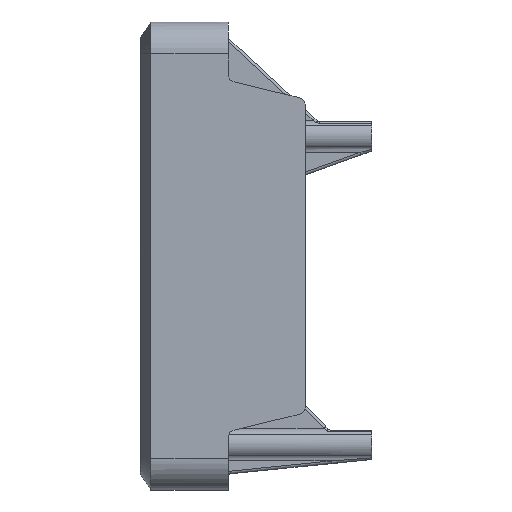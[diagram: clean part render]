
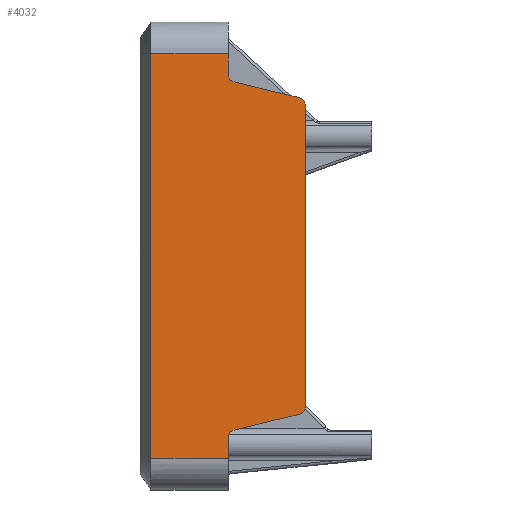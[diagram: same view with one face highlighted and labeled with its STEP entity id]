
A CAD part, left-side view. The second image highlights one B-rep face of the part: STEP entity #4032.
In plain terms, the highlighted planar face has unit normal (-1, 0, 0).
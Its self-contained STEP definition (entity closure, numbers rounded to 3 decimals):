
#67 = VECTOR ( 'NONE', #4876, 1000. ) ;
#179 = EDGE_CURVE ( 'NONE', #5323, #2698, #7379, .T. ) ;
#181 = CARTESIAN_POINT ( 'NONE',  ( -55.5, 0., 34.181 ) ) ;
#291 = ORIENTED_EDGE ( 'NONE', *, *, #13847, .T. ) ;
#503 = CARTESIAN_POINT ( 'NONE',  ( -55.5, 0., -33. ) ) ;
#647 = DIRECTION ( 'NONE',  ( 0., 0., 1. ) ) ;
#1016 = ORIENTED_EDGE ( 'NONE', *, *, #10364, .T. ) ;
#1081 = VECTOR ( 'NONE', #4205, 1000. ) ;
#1100 = DIRECTION ( 'NONE',  ( 0., 0., -1. ) ) ;
#1108 = EDGE_CURVE ( 'NONE', #13902, #11891, #6016, .T. ) ;
#1560 = CARTESIAN_POINT ( 'NONE',  ( -55.5, -13., 28.319 ) ) ;
#1765 = DIRECTION ( 'NONE',  ( 0., 1., 0. ) ) ;
#1816 = ORIENTED_EDGE ( 'NONE', *, *, #9986, .T. ) ;
#1978 = ORIENTED_EDGE ( 'NONE', *, *, #4335, .T. ) ;
#2038 = CARTESIAN_POINT ( 'NONE',  ( -55.5, -13.352, -29.777 ) ) ;
#2081 = VERTEX_POINT ( 'NONE', #2038 ) ;
#2099 = LINE ( 'NONE', #6464, #10896 ) ;
#2103 = CARTESIAN_POINT ( 'NONE',  ( -55.5, 14.5, 44. ) ) ;
#2225 = CIRCLE ( 'NONE', #7474, 1.5 ) ;
#2321 = EDGE_CURVE ( 'NONE', #2081, #3153, #7026, .T. ) ;
#2328 = PLANE ( 'NONE',  #9958 ) ;
#2561 = EDGE_CURVE ( 'NONE', #11275, #6526, #12100, .T. ) ;
#2629 = VECTOR ( 'NONE', #3076, 1000. ) ;
#2698 = VERTEX_POINT ( 'NONE', #5871 ) ;
#2707 = DIRECTION ( 'NONE',  ( 0., 0., -1. ) ) ;
#2746 = VERTEX_POINT ( 'NONE', #11298 ) ;
#2881 = ORIENTED_EDGE ( 'NONE', *, *, #6365, .T. ) ;
#3046 = CARTESIAN_POINT ( 'NONE',  ( -55.5, -14.5, 28.319 ) ) ;
#3076 = DIRECTION ( 'NONE',  ( 0., 0., 1. ) ) ;
#3153 = VERTEX_POINT ( 'NONE', #11093 ) ;
#3397 = ORIENTED_EDGE ( 'NONE', *, *, #13048, .F. ) ;
#3847 = ORIENTED_EDGE ( 'NONE', *, *, #13899, .T. ) ;
#3896 = DIRECTION ( 'NONE',  ( -1., 0., 0. ) ) ;
#4032 = ADVANCED_FACE ( 'NONE', ( #4405 ), #2328, .F. ) ;
#4044 = DIRECTION ( 'NONE',  ( 0., 0., -1. ) ) ;
#4205 = DIRECTION ( 'NONE',  ( 0., -1., 0. ) ) ;
#4335 = EDGE_CURVE ( 'NONE', #2081, #9363, #11303, .T. ) ;
#4405 = FACE_OUTER_BOUND ( 'NONE', #12545, .T. ) ;
#4876 = DIRECTION ( 'NONE',  ( 0., 0.972, -0.235 ) ) ;
#4915 = LINE ( 'NONE', #8258, #12650 ) ;
#5299 = DIRECTION ( 'NONE',  ( 0., 0., 1. ) ) ;
#5323 = VERTEX_POINT ( 'NONE', #3046 ) ;
#5862 = DIRECTION ( 'NONE',  ( 0., 0., -1. ) ) ;
#5871 = CARTESIAN_POINT ( 'NONE',  ( -55.5, -13.352, 29.777 ) ) ;
#6016 = LINE ( 'NONE', #11451, #10767 ) ;
#6143 = CARTESIAN_POINT ( 'NONE',  ( -55.5, 0., 38. ) ) ;
#6365 = EDGE_CURVE ( 'NONE', #2746, #3153, #10953, .T. ) ;
#6464 = CARTESIAN_POINT ( 'NONE',  ( -55.5, -14.5, 29.5 ) ) ;
#6468 = DIRECTION ( 'NONE',  ( 1., 0., 0. ) ) ;
#6526 = VERTEX_POINT ( 'NONE', #6143 ) ;
#6828 = ORIENTED_EDGE ( 'NONE', *, *, #179, .T. ) ;
#6924 = DIRECTION ( 'NONE',  ( -1., 0., 0. ) ) ;
#7026 = LINE ( 'NONE', #503, #67 ) ;
#7379 = CIRCLE ( 'NONE', #13759, 1.5 ) ;
#7394 = ORIENTED_EDGE ( 'NONE', *, *, #2321, .F. ) ;
#7474 = AXIS2_PLACEMENT_3D ( 'NONE', #8844, #7489, #14070 ) ;
#7489 = DIRECTION ( 'NONE',  ( 1., 0., 0. ) ) ;
#8027 = ORIENTED_EDGE ( 'NONE', *, *, #1108, .F. ) ;
#8258 = CARTESIAN_POINT ( 'NONE',  ( -55.5, 14.5, 38. ) ) ;
#8383 = VECTOR ( 'NONE', #12311, 1000. ) ;
#8844 = CARTESIAN_POINT ( 'NONE',  ( -55.5, -1.5, 34.181 ) ) ;
#9122 = CARTESIAN_POINT ( 'NONE',  ( -55.5, -14.5, -28.319 ) ) ;
#9275 = DIRECTION ( 'NONE',  ( 1., 0., 0. ) ) ;
#9317 = CARTESIAN_POINT ( 'NONE',  ( -55.5, -13., -28.319 ) ) ;
#9363 = VERTEX_POINT ( 'NONE', #9122 ) ;
#9431 = CARTESIAN_POINT ( 'NONE',  ( -55.5, -1.148, 32.723 ) ) ;
#9624 = CARTESIAN_POINT ( 'NONE',  ( -55.5, 14.5, -38. ) ) ;
#9773 = LINE ( 'NONE', #10930, #1081 ) ;
#9862 = CARTESIAN_POINT ( 'NONE',  ( -55.5, 0., -38. ) ) ;
#9958 = AXIS2_PLACEMENT_3D ( 'NONE', #2103, #6468, #10836 ) ;
#9986 = EDGE_CURVE ( 'NONE', #10078, #2746, #11806, .T. ) ;
#10078 = VERTEX_POINT ( 'NONE', #9862 ) ;
#10364 = EDGE_CURVE ( 'NONE', #6526, #11891, #4915, .T. ) ;
#10767 = VECTOR ( 'NONE', #647, 1000. ) ;
#10799 = CARTESIAN_POINT ( 'NONE',  ( -55.5, 0., 44. ) ) ;
#10836 = DIRECTION ( 'NONE',  ( 0., 0., -1. ) ) ;
#10849 = ORIENTED_EDGE ( 'NONE', *, *, #13665, .F. ) ;
#10896 = VECTOR ( 'NONE', #1100, 1000. ) ;
#10930 = CARTESIAN_POINT ( 'NONE',  ( -55.5, 14.5, -38. ) ) ;
#10953 = CIRCLE ( 'NONE', #13237, 1.5 ) ;
#11093 = CARTESIAN_POINT ( 'NONE',  ( -55.5, -1.148, -32.723 ) ) ;
#11225 = LINE ( 'NONE', #12367, #8383 ) ;
#11275 = VERTEX_POINT ( 'NONE', #181 ) ;
#11298 = CARTESIAN_POINT ( 'NONE',  ( -55.5, 0., -34.181 ) ) ;
#11303 = CIRCLE ( 'NONE', #11989, 1.5 ) ;
#11362 = CARTESIAN_POINT ( 'NONE',  ( -55.5, -1.5, -34.181 ) ) ;
#11451 = CARTESIAN_POINT ( 'NONE',  ( -55.5, 14.5, 44. ) ) ;
#11806 = LINE ( 'NONE', #13671, #2629 ) ;
#11891 = VERTEX_POINT ( 'NONE', #13028 ) ;
#11915 = ORIENTED_EDGE ( 'NONE', *, *, #2561, .T. ) ;
#11969 = VECTOR ( 'NONE', #5299, 1000. ) ;
#11989 = AXIS2_PLACEMENT_3D ( 'NONE', #9317, #3896, #4044 ) ;
#12100 = LINE ( 'NONE', #10799, #11969 ) ;
#12311 = DIRECTION ( 'NONE',  ( 0., -0.972, -0.235 ) ) ;
#12367 = CARTESIAN_POINT ( 'NONE',  ( -55.5, 0., 33. ) ) ;
#12545 = EDGE_LOOP ( 'NONE', ( #7394, #1978, #3397, #6828, #10849, #291, #11915, #1016, #8027, #3847, #1816, #2881 ) ) ;
#12650 = VECTOR ( 'NONE', #1765, 1000. ) ;
#13028 = CARTESIAN_POINT ( 'NONE',  ( -55.5, 14.5, 38. ) ) ;
#13048 = EDGE_CURVE ( 'NONE', #5323, #9363, #2099, .T. ) ;
#13237 = AXIS2_PLACEMENT_3D ( 'NONE', #11362, #9275, #2707 ) ;
#13374 = VERTEX_POINT ( 'NONE', #9431 ) ;
#13665 = EDGE_CURVE ( 'NONE', #13374, #2698, #11225, .T. ) ;
#13671 = CARTESIAN_POINT ( 'NONE',  ( -55.5, 0., 44. ) ) ;
#13759 = AXIS2_PLACEMENT_3D ( 'NONE', #1560, #6924, #5862 ) ;
#13847 = EDGE_CURVE ( 'NONE', #13374, #11275, #2225, .T. ) ;
#13899 = EDGE_CURVE ( 'NONE', #13902, #10078, #9773, .T. ) ;
#13902 = VERTEX_POINT ( 'NONE', #9624 ) ;
#14070 = DIRECTION ( 'NONE',  ( 0., 0., -1. ) ) ;
